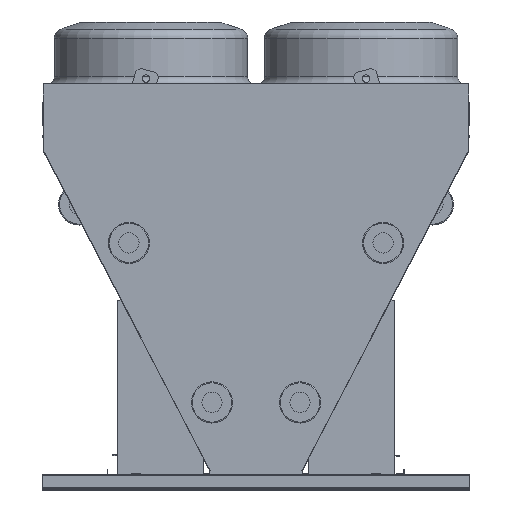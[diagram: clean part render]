
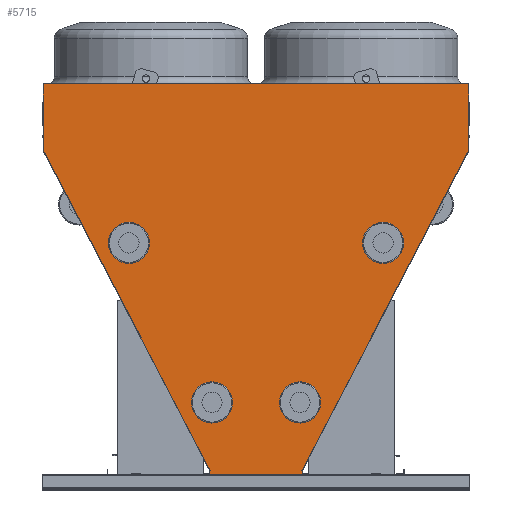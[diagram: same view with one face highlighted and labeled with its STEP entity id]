
A CAD part, top view. The second image highlights one B-rep face of the part: STEP entity #5715.
In plain terms, the highlighted planar face has unit normal (0, 0, 1).
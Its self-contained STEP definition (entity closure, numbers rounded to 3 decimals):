
#113 = VERTEX_POINT ( 'NONE', #2090 ) ;
#292 = EDGE_CURVE ( 'NONE', #12036, #1784, #14526, .T. ) ;
#336 = DIRECTION ( 'NONE',  ( 0., -1., 0. ) ) ;
#340 = CARTESIAN_POINT ( 'NONE',  ( -279.893, 0., 0. ) ) ;
#348 = LINE ( 'NONE', #2098, #3566 ) ;
#680 = VERTEX_POINT ( 'NONE', #14041 ) ;
#722 = ORIENTED_EDGE ( 'NONE', *, *, #14040, .T. ) ;
#829 = LINE ( 'NONE', #4995, #13156 ) ;
#839 = EDGE_CURVE ( 'NONE', #3693, #113, #9982, .T. ) ;
#955 = ORIENTED_EDGE ( 'NONE', *, *, #15739, .T. ) ;
#1205 = VECTOR ( 'NONE', #7181, 1000. ) ;
#1320 = LINE ( 'NONE', #10660, #10763 ) ;
#1392 = ORIENTED_EDGE ( 'NONE', *, *, #4410, .T. ) ;
#1769 = LINE ( 'NONE', #11623, #8618 ) ;
#1776 = LINE ( 'NONE', #15701, #14744 ) ;
#1784 = VERTEX_POINT ( 'NONE', #4062 ) ;
#2020 = VERTEX_POINT ( 'NONE', #2640 ) ;
#2090 = CARTESIAN_POINT ( 'NONE',  ( 279.893, 1.482, 0. ) ) ;
#2098 = CARTESIAN_POINT ( 'NONE',  ( 279.893, 0., 0. ) ) ;
#2282 = DIRECTION ( 'NONE',  ( 1., 0., 0. ) ) ;
#2306 = CARTESIAN_POINT ( 'NONE',  ( 246.893, 17.358, 0. ) ) ;
#2640 = CARTESIAN_POINT ( 'NONE',  ( -1136.282, 1727.462, 0. ) ) ;
#2729 = ORIENTED_EDGE ( 'NONE', *, *, #5318, .T. ) ;
#2844 = VECTOR ( 'NONE', #11185, 1000. ) ;
#2851 = CARTESIAN_POINT ( 'NONE',  ( -1126.246, 1711.83, 0. ) ) ;
#2896 = EDGE_CURVE ( 'NONE', #14779, #2020, #13821, .T. ) ;
#3214 = EDGE_LOOP ( 'NONE', ( #15546, #9090, #6095, #14208, #2729, #722, #11436, #11212, #4310, #4501, #7660, #14237, #955, #4912, #13652, #1392, #4703, #8686 ) ) ;
#3294 = VECTOR ( 'NONE', #15093, 1000. ) ;
#3514 = VECTOR ( 'NONE', #11909, 1000. ) ;
#3566 = VECTOR ( 'NONE', #2282, 1000. ) ;
#3688 = EDGE_CURVE ( 'NONE', #7356, #14779, #829, .T. ) ;
#3693 = VERTEX_POINT ( 'NONE', #5213 ) ;
#3694 = LINE ( 'NONE', #15539, #3294 ) ;
#4062 = CARTESIAN_POINT ( 'NONE',  ( -279.893, 0., 0. ) ) ;
#4310 = ORIENTED_EDGE ( 'NONE', *, *, #5056, .T. ) ;
#4410 = EDGE_CURVE ( 'NONE', #14031, #680, #9326, .T. ) ;
#4501 = ORIENTED_EDGE ( 'NONE', *, *, #839, .T. ) ;
#4521 = LINE ( 'NONE', #15379, #14044 ) ;
#4542 = DIRECTION ( 'NONE',  ( 0., -1., 0. ) ) ;
#4602 = CARTESIAN_POINT ( 'NONE',  ( -1136.282, 1727.462, 0. ) ) ;
#4703 = ORIENTED_EDGE ( 'NONE', *, *, #8602, .T. ) ;
#4819 = DIRECTION ( 'NONE',  ( 0.887, -0.462, 0. ) ) ;
#4912 = ORIENTED_EDGE ( 'NONE', *, *, #14625, .T. ) ;
#4942 = LINE ( 'NONE', #16347, #8695 ) ;
#4954 = CARTESIAN_POINT ( 'NONE',  ( -1136.282, 2083.62, 0. ) ) ;
#4995 = CARTESIAN_POINT ( 'NONE',  ( -1136.282, 2083.62, 0. ) ) ;
#5056 = EDGE_CURVE ( 'NONE', #1784, #3693, #348, .T. ) ;
#5067 = CARTESIAN_POINT ( 'NONE',  ( 1127.607, 1711.053, 0. ) ) ;
#5155 = EDGE_CURVE ( 'NONE', #2020, #6890, #4942, .T. ) ;
#5213 = CARTESIAN_POINT ( 'NONE',  ( 279.893, 0., 0. ) ) ;
#5318 = EDGE_CURVE ( 'NONE', #16055, #5937, #9290, .T. ) ;
#5480 = LINE ( 'NONE', #5067, #14954 ) ;
#5526 = LINE ( 'NONE', #6986, #1205 ) ;
#5609 = EDGE_CURVE ( 'NONE', #7457, #8320, #8678, .T. ) ;
#5715 = ADVANCED_FACE ( 'NONE', ( #10455 ), #11098, .F. ) ;
#5814 = LINE ( 'NONE', #2306, #2844 ) ;
#5937 = VERTEX_POINT ( 'NONE', #8932 ) ;
#6095 = ORIENTED_EDGE ( 'NONE', *, *, #6823, .T. ) ;
#6165 = EDGE_CURVE ( 'NONE', #11500, #12036, #5526, .T. ) ;
#6591 = CARTESIAN_POINT ( 'NONE',  ( -1127.739, 1711.053, 0. ) ) ;
#6823 = EDGE_CURVE ( 'NONE', #6890, #13311, #4521, .T. ) ;
#6845 = LINE ( 'NONE', #11794, #3514 ) ;
#6890 = VERTEX_POINT ( 'NONE', #6591 ) ;
#6986 = CARTESIAN_POINT ( 'NONE',  ( -279.893, 1.482, 0. ) ) ;
#7134 = DIRECTION ( 'NONE',  ( 0.462, 0.887, 0. ) ) ;
#7181 = DIRECTION ( 'NONE',  ( -1., 0., 0. ) ) ;
#7356 = VERTEX_POINT ( 'NONE', #14733 ) ;
#7457 = VERTEX_POINT ( 'NONE', #12907 ) ;
#7660 = ORIENTED_EDGE ( 'NONE', *, *, #15625, .T. ) ;
#8250 = EDGE_CURVE ( 'NONE', #13311, #16055, #3694, .T. ) ;
#8320 = VERTEX_POINT ( 'NONE', #14595 ) ;
#8602 = EDGE_CURVE ( 'NONE', #680, #7356, #1769, .T. ) ;
#8618 = VECTOR ( 'NONE', #11600, 1000. ) ;
#8678 = LINE ( 'NONE', #12172, #11976 ) ;
#8686 = ORIENTED_EDGE ( 'NONE', *, *, #3688, .T. ) ;
#8695 = VECTOR ( 'NONE', #16197, 1000. ) ;
#8851 = AXIS2_PLACEMENT_3D ( 'NONE', #11121, #10851, #10849 ) ;
#8932 = CARTESIAN_POINT ( 'NONE',  ( -246.893, 17.358, 0. ) ) ;
#9090 = ORIENTED_EDGE ( 'NONE', *, *, #5155, .T. ) ;
#9290 = LINE ( 'NONE', #14839, #12554 ) ;
#9326 = LINE ( 'NONE', #13906, #15414 ) ;
#9445 = DIRECTION ( 'NONE',  ( -1., 0., 0. ) ) ;
#9982 = LINE ( 'NONE', #12936, #16045 ) ;
#10055 = DIRECTION ( 'NONE',  ( -1., 0., 0. ) ) ;
#10455 = FACE_OUTER_BOUND ( 'NONE', #3214, .T. ) ;
#10577 = CARTESIAN_POINT ( 'NONE',  ( -245.403, 20.223, 0. ) ) ;
#10616 = VECTOR ( 'NONE', #4542, 1000. ) ;
#10660 = CARTESIAN_POINT ( 'NONE',  ( 279.893, 1.482, 0. ) ) ;
#10664 = VERTEX_POINT ( 'NONE', #15942 ) ;
#10763 = VECTOR ( 'NONE', #9445, 1000. ) ;
#10849 = DIRECTION ( 'NONE',  ( -1., 0., 0. ) ) ;
#10851 = DIRECTION ( 'NONE',  ( 0., 0., -1. ) ) ;
#11098 = PLANE ( 'NONE',  #8851 ) ;
#11121 = CARTESIAN_POINT ( 'NONE',  ( 0., 0., 0. ) ) ;
#11185 = DIRECTION ( 'NONE',  ( -0.463, 0.886, 0. ) ) ;
#11212 = ORIENTED_EDGE ( 'NONE', *, *, #292, .T. ) ;
#11436 = ORIENTED_EDGE ( 'NONE', *, *, #6165, .T. ) ;
#11500 = VERTEX_POINT ( 'NONE', #13254 ) ;
#11600 = DIRECTION ( 'NONE',  ( 0., 1., 0. ) ) ;
#11623 = CARTESIAN_POINT ( 'NONE',  ( 1136.15, 2083.62, 0. ) ) ;
#11794 = CARTESIAN_POINT ( 'NONE',  ( -246.893, 17.358, 0. ) ) ;
#11806 = CARTESIAN_POINT ( 'NONE',  ( -279.893, 1.482, 0. ) ) ;
#11858 = CARTESIAN_POINT ( 'NONE',  ( 245.39, 20.232, 0. ) ) ;
#11909 = DIRECTION ( 'NONE',  ( 0., -1., 0. ) ) ;
#11976 = VECTOR ( 'NONE', #12115, 1000. ) ;
#12009 = VERTEX_POINT ( 'NONE', #11858 ) ;
#12036 = VERTEX_POINT ( 'NONE', #11806 ) ;
#12115 = DIRECTION ( 'NONE',  ( 0., 1., 0. ) ) ;
#12116 = CARTESIAN_POINT ( 'NONE',  ( 1127.607, 1711.053, 0. ) ) ;
#12172 = CARTESIAN_POINT ( 'NONE',  ( 246.893, 17.358, 0. ) ) ;
#12554 = VECTOR ( 'NONE', #14692, 1000. ) ;
#12883 = DIRECTION ( 'NONE',  ( 0., 1., 0. ) ) ;
#12907 = CARTESIAN_POINT ( 'NONE',  ( 246.893, 1.482, 0. ) ) ;
#12936 = CARTESIAN_POINT ( 'NONE',  ( 279.893, 0., 0. ) ) ;
#13156 = VECTOR ( 'NONE', #10055, 1000. ) ;
#13254 = CARTESIAN_POINT ( 'NONE',  ( -246.893, 1.482, 0. ) ) ;
#13311 = VERTEX_POINT ( 'NONE', #2851 ) ;
#13652 = ORIENTED_EDGE ( 'NONE', *, *, #14370, .T. ) ;
#13695 = DIRECTION ( 'NONE',  ( 0.462, 0.887, 0. ) ) ;
#13821 = LINE ( 'NONE', #4602, #10616 ) ;
#13906 = CARTESIAN_POINT ( 'NONE',  ( 1127.607, 1711.053, 0. ) ) ;
#14031 = VERTEX_POINT ( 'NONE', #12116 ) ;
#14040 = EDGE_CURVE ( 'NONE', #5937, #11500, #6845, .T. ) ;
#14041 = CARTESIAN_POINT ( 'NONE',  ( 1136.15, 1727.462, 0. ) ) ;
#14044 = VECTOR ( 'NONE', #15324, 1000. ) ;
#14208 = ORIENTED_EDGE ( 'NONE', *, *, #8250, .T. ) ;
#14237 = ORIENTED_EDGE ( 'NONE', *, *, #5609, .T. ) ;
#14370 = EDGE_CURVE ( 'NONE', #10664, #14031, #5480, .T. ) ;
#14526 = LINE ( 'NONE', #340, #14917 ) ;
#14595 = CARTESIAN_POINT ( 'NONE',  ( 246.893, 17.358, 0. ) ) ;
#14625 = EDGE_CURVE ( 'NONE', #12009, #10664, #1776, .T. ) ;
#14692 = DIRECTION ( 'NONE',  ( -0.461, -0.887, 0. ) ) ;
#14733 = CARTESIAN_POINT ( 'NONE',  ( 1136.15, 2083.62, 0. ) ) ;
#14744 = VECTOR ( 'NONE', #7134, 1000. ) ;
#14779 = VERTEX_POINT ( 'NONE', #4954 ) ;
#14839 = CARTESIAN_POINT ( 'NONE',  ( -246.893, 17.358, 0. ) ) ;
#14917 = VECTOR ( 'NONE', #336, 1000. ) ;
#14954 = VECTOR ( 'NONE', #4819, 1000. ) ;
#15093 = DIRECTION ( 'NONE',  ( 0.462, -0.887, 0. ) ) ;
#15324 = DIRECTION ( 'NONE',  ( 0.887, 0.462, 0. ) ) ;
#15379 = CARTESIAN_POINT ( 'NONE',  ( -1127.739, 1711.053, 0. ) ) ;
#15414 = VECTOR ( 'NONE', #13695, 1000. ) ;
#15539 = CARTESIAN_POINT ( 'NONE',  ( -245.403, 20.223, 0. ) ) ;
#15546 = ORIENTED_EDGE ( 'NONE', *, *, #2896, .T. ) ;
#15625 = EDGE_CURVE ( 'NONE', #113, #7457, #1320, .T. ) ;
#15701 = CARTESIAN_POINT ( 'NONE',  ( 245.39, 20.232, 0. ) ) ;
#15739 = EDGE_CURVE ( 'NONE', #8320, #12009, #5814, .T. ) ;
#15942 = CARTESIAN_POINT ( 'NONE',  ( 1126.218, 1711.776, 0. ) ) ;
#16045 = VECTOR ( 'NONE', #12883, 1000. ) ;
#16055 = VERTEX_POINT ( 'NONE', #10577 ) ;
#16197 = DIRECTION ( 'NONE',  ( 0.462, -0.887, 0. ) ) ;
#16347 = CARTESIAN_POINT ( 'NONE',  ( -1127.739, 1711.053, 0. ) ) ;
